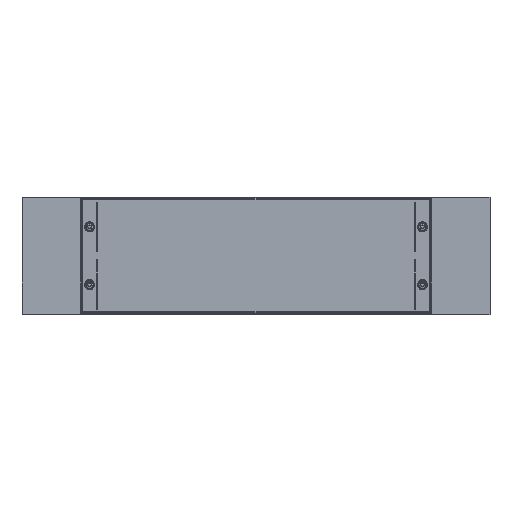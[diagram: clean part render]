
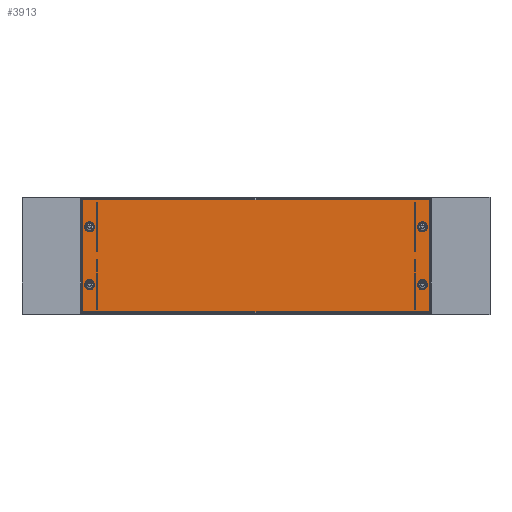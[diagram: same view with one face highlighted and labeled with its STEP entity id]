
A CAD part, top view. The second image highlights one B-rep face of the part: STEP entity #3913.
In plain terms, the highlighted planar face has unit normal (0, 0, 1).
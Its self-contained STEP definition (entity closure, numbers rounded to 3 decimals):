
#23 = AXIS2_PLACEMENT_3D ( 'NONE', #6508, #3250, #7041 ) ;
#102 = CARTESIAN_POINT ( 'NONE',  ( 296., 0., 0.75 ) ) ;
#194 = EDGE_CURVE ( 'NONE', #6556, #2831, #4378, .T. ) ;
#200 = CIRCLE ( 'NONE', #3534, 7.509 ) ;
#278 = CARTESIAN_POINT ( 'NONE',  ( -284.5, -49.5, 0.75 ) ) ;
#304 = CARTESIAN_POINT ( 'NONE',  ( -292.009, -49.5, 0.75 ) ) ;
#396 = PLANE ( 'NONE',  #3408 ) ;
#445 = EDGE_LOOP ( 'NONE', ( #517, #3487, #989, #603 ) ) ;
#446 = EDGE_CURVE ( 'NONE', #1555, #6634, #1956, .T. ) ;
#517 = ORIENTED_EDGE ( 'NONE', *, *, #4510, .T. ) ;
#528 = CARTESIAN_POINT ( 'NONE',  ( -276.991, 49.5, 0.75 ) ) ;
#603 = ORIENTED_EDGE ( 'NONE', *, *, #3627, .T. ) ;
#617 = CARTESIAN_POINT ( 'NONE',  ( -284.5, 49.5, 0.75 ) ) ;
#655 = DIRECTION ( 'NONE',  ( 0., 0., -1. ) ) ;
#732 = VERTEX_POINT ( 'NONE', #5779 ) ;
#745 = LINE ( 'NONE', #6286, #4898 ) ;
#850 = DIRECTION ( 'NONE',  ( -1., 0., 0. ) ) ;
#872 = EDGE_CURVE ( 'NONE', #732, #3987, #5240, .T. ) ;
#965 = DIRECTION ( 'NONE',  ( 0., 0., -1. ) ) ;
#978 = CARTESIAN_POINT ( 'NONE',  ( 292.009, -49.5, 0.75 ) ) ;
#989 = ORIENTED_EDGE ( 'NONE', *, *, #872, .T. ) ;
#1177 = DIRECTION ( 'NONE',  ( -1., 0., 0. ) ) ;
#1476 = EDGE_CURVE ( 'NONE', #6634, #1555, #2325, .T. ) ;
#1533 = DIRECTION ( 'NONE',  ( 1., 0., 0. ) ) ;
#1555 = VERTEX_POINT ( 'NONE', #2096 ) ;
#1638 = DIRECTION ( 'NONE',  ( -1., 0., 0. ) ) ;
#1647 = ORIENTED_EDGE ( 'NONE', *, *, #2844, .T. ) ;
#1652 = VERTEX_POINT ( 'NONE', #5975 ) ;
#1679 = EDGE_LOOP ( 'NONE', ( #1817, #3421 ) ) ;
#1758 = EDGE_LOOP ( 'NONE', ( #5624, #6129 ) ) ;
#1777 = EDGE_CURVE ( 'NONE', #1836, #2020, #6873, .T. ) ;
#1790 = VECTOR ( 'NONE', #2807, 1000. ) ;
#1817 = ORIENTED_EDGE ( 'NONE', *, *, #1476, .T. ) ;
#1836 = VERTEX_POINT ( 'NONE', #304 ) ;
#1956 = CIRCLE ( 'NONE', #4013, 7.509 ) ;
#2020 = VERTEX_POINT ( 'NONE', #4821 ) ;
#2079 = CARTESIAN_POINT ( 'NONE',  ( -284.5, 49.5, 0.75 ) ) ;
#2096 = CARTESIAN_POINT ( 'NONE',  ( -292.009, 49.5, 0.75 ) ) ;
#2130 = LINE ( 'NONE', #4878, #3710 ) ;
#2308 = FACE_BOUND ( 'NONE', #2768, .T. ) ;
#2313 = CARTESIAN_POINT ( 'NONE',  ( 276.991, -49.5, 0.75 ) ) ;
#2317 = DIRECTION ( 'NONE',  ( 0., 0., -1. ) ) ;
#2325 = CIRCLE ( 'NONE', #4067, 7.509 ) ;
#2335 = CARTESIAN_POINT ( 'NONE',  ( -284.5, -49.5, 0.75 ) ) ;
#2355 = EDGE_LOOP ( 'NONE', ( #6946, #4742 ) ) ;
#2473 = FACE_BOUND ( 'NONE', #2355, .T. ) ;
#2580 = CARTESIAN_POINT ( 'NONE',  ( 0., 0., 0.75 ) ) ;
#2612 = DIRECTION ( 'NONE',  ( -1., 0., 0. ) ) ;
#2615 = DIRECTION ( 'NONE',  ( 0., 0., -1. ) ) ;
#2739 = VERTEX_POINT ( 'NONE', #6515 ) ;
#2768 = EDGE_LOOP ( 'NONE', ( #1647, #4351 ) ) ;
#2807 = DIRECTION ( 'NONE',  ( 0., 1., 0. ) ) ;
#2812 = EDGE_CURVE ( 'NONE', #2948, #2739, #5833, .T. ) ;
#2831 = VERTEX_POINT ( 'NONE', #2313 ) ;
#2844 = EDGE_CURVE ( 'NONE', #2020, #1836, #4207, .T. ) ;
#2865 = DIRECTION ( 'NONE',  ( -1., 0., 0. ) ) ;
#2948 = VERTEX_POINT ( 'NONE', #5651 ) ;
#3153 = CIRCLE ( 'NONE', #23, 7.509 ) ;
#3189 = CARTESIAN_POINT ( 'NONE',  ( 284.5, -49.5, 0.75 ) ) ;
#3250 = DIRECTION ( 'NONE',  ( 0., 0., -1. ) ) ;
#3408 = AXIS2_PLACEMENT_3D ( 'NONE', #2580, #965, #4738 ) ;
#3421 = ORIENTED_EDGE ( 'NONE', *, *, #446, .T. ) ;
#3451 = EDGE_CURVE ( 'NONE', #2831, #6556, #3153, .T. ) ;
#3487 = ORIENTED_EDGE ( 'NONE', *, *, #5849, .T. ) ;
#3534 = AXIS2_PLACEMENT_3D ( 'NONE', #5540, #2317, #6085 ) ;
#3627 = EDGE_CURVE ( 'NONE', #3987, #6977, #4659, .T. ) ;
#3710 = VECTOR ( 'NONE', #1638, 1000. ) ;
#3727 = FACE_BOUND ( 'NONE', #1679, .T. ) ;
#3777 = VECTOR ( 'NONE', #1533, 1000. ) ;
#3795 = AXIS2_PLACEMENT_3D ( 'NONE', #278, #4073, #850 ) ;
#3845 = AXIS2_PLACEMENT_3D ( 'NONE', #3888, #655, #4427 ) ;
#3882 = FACE_OUTER_BOUND ( 'NONE', #445, .T. ) ;
#3888 = CARTESIAN_POINT ( 'NONE',  ( 284.5, 49.5, 0.75 ) ) ;
#3913 = ADVANCED_FACE ( 'NONE', ( #3882, #3727, #2308, #5349, #2473 ), #396, .F. ) ;
#3987 = VERTEX_POINT ( 'NONE', #6940 ) ;
#4013 = AXIS2_PLACEMENT_3D ( 'NONE', #617, #4397, #1177 ) ;
#4067 = AXIS2_PLACEMENT_3D ( 'NONE', #2079, #5844, #2612 ) ;
#4073 = DIRECTION ( 'NONE',  ( 0., 0., -1. ) ) ;
#4207 = CIRCLE ( 'NONE', #5673, 7.509 ) ;
#4351 = ORIENTED_EDGE ( 'NONE', *, *, #1777, .T. ) ;
#4378 = CIRCLE ( 'NONE', #6696, 7.509 ) ;
#4397 = DIRECTION ( 'NONE',  ( 0., 0., -1. ) ) ;
#4427 = DIRECTION ( 'NONE',  ( -1., 0., 0. ) ) ;
#4510 = EDGE_CURVE ( 'NONE', #6977, #1652, #2130, .T. ) ;
#4540 = CARTESIAN_POINT ( 'NONE',  ( 296., 96., 0.75 ) ) ;
#4659 = LINE ( 'NONE', #102, #1790 ) ;
#4738 = DIRECTION ( 'NONE',  ( -1., 0., 0. ) ) ;
#4742 = ORIENTED_EDGE ( 'NONE', *, *, #6223, .T. ) ;
#4821 = CARTESIAN_POINT ( 'NONE',  ( -276.991, -49.5, 0.75 ) ) ;
#4878 = CARTESIAN_POINT ( 'NONE',  ( 0., 96., 0.75 ) ) ;
#4898 = VECTOR ( 'NONE', #6822, 1000. ) ;
#5240 = LINE ( 'NONE', #5870, #3777 ) ;
#5349 = FACE_BOUND ( 'NONE', #1758, .T. ) ;
#5540 = CARTESIAN_POINT ( 'NONE',  ( 284.5, 49.5, 0.75 ) ) ;
#5624 = ORIENTED_EDGE ( 'NONE', *, *, #194, .T. ) ;
#5651 = CARTESIAN_POINT ( 'NONE',  ( 292.009, 49.5, 0.75 ) ) ;
#5673 = AXIS2_PLACEMENT_3D ( 'NONE', #2335, #6106, #2865 ) ;
#5779 = CARTESIAN_POINT ( 'NONE',  ( -296., -96., 0.75 ) ) ;
#5833 = CIRCLE ( 'NONE', #3845, 7.509 ) ;
#5844 = DIRECTION ( 'NONE',  ( 0., 0., -1. ) ) ;
#5849 = EDGE_CURVE ( 'NONE', #1652, #732, #745, .T. ) ;
#5870 = CARTESIAN_POINT ( 'NONE',  ( 0., -96., 0.75 ) ) ;
#5975 = CARTESIAN_POINT ( 'NONE',  ( -296., 96., 0.75 ) ) ;
#6085 = DIRECTION ( 'NONE',  ( -1., 0., 0. ) ) ;
#6106 = DIRECTION ( 'NONE',  ( 0., 0., -1. ) ) ;
#6129 = ORIENTED_EDGE ( 'NONE', *, *, #3451, .T. ) ;
#6223 = EDGE_CURVE ( 'NONE', #2739, #2948, #200, .T. ) ;
#6286 = CARTESIAN_POINT ( 'NONE',  ( -296., 0., 0.75 ) ) ;
#6508 = CARTESIAN_POINT ( 'NONE',  ( 284.5, -49.5, 0.75 ) ) ;
#6515 = CARTESIAN_POINT ( 'NONE',  ( 276.991, 49.5, 0.75 ) ) ;
#6556 = VERTEX_POINT ( 'NONE', #978 ) ;
#6634 = VERTEX_POINT ( 'NONE', #528 ) ;
#6696 = AXIS2_PLACEMENT_3D ( 'NONE', #3189, #2615, #6955 ) ;
#6822 = DIRECTION ( 'NONE',  ( 0., -1., 0. ) ) ;
#6873 = CIRCLE ( 'NONE', #3795, 7.509 ) ;
#6940 = CARTESIAN_POINT ( 'NONE',  ( 296., -96., 0.75 ) ) ;
#6946 = ORIENTED_EDGE ( 'NONE', *, *, #2812, .T. ) ;
#6955 = DIRECTION ( 'NONE',  ( -1., 0., 0. ) ) ;
#6977 = VERTEX_POINT ( 'NONE', #4540 ) ;
#7041 = DIRECTION ( 'NONE',  ( -1., 0., 0. ) ) ;
